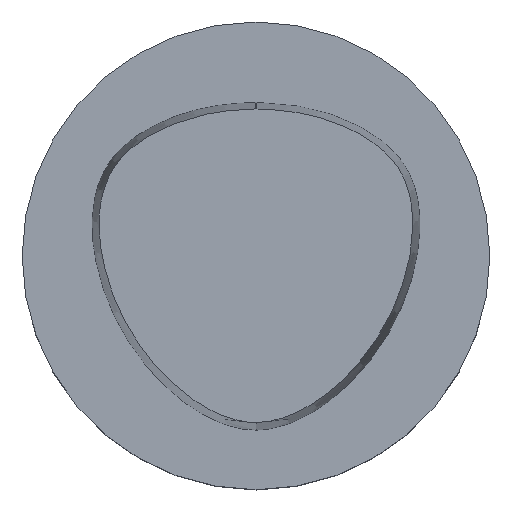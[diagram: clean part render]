
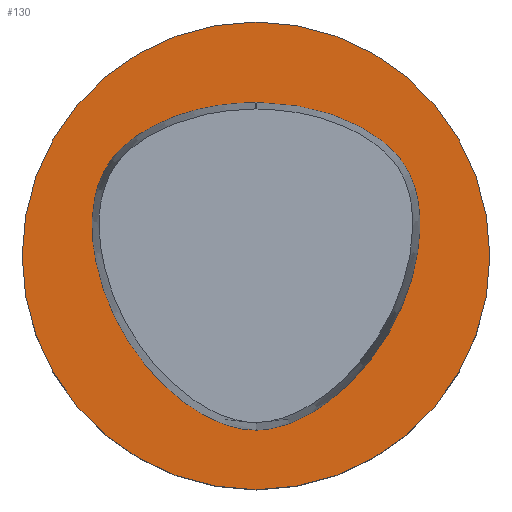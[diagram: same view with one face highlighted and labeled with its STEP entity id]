
A CAD part, top view. The second image highlights one B-rep face of the part: STEP entity #130.
In plain terms, the highlighted planar face has unit normal (0, 0, 1).
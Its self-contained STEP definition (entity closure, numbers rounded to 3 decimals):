
#80=EDGE_CURVE('Unnamed[1]',#203,#204,#205,.T.);
#113=EDGE_CURVE('Unnamed[1]',#254,#254,#255,.T.);
#130=ADVANCED_FACE('Unnamed[1]',(#278,#279),#280,.T.);
#148=EDGE_CURVE('Unnamed[1]',#204,#228,#304,.T.);
#150=EDGE_CURVE('Unnamed[1]',#228,#203,#306,.T.);
#203=VERTEX_POINT('',#364);
#204=VERTEX_POINT('',#365);
#205=B_SPLINE_CURVE_WITH_KNOTS('',3,(#366,#367,#368,#369,#370,#371,#372,#373,#374,#375,#376,#377,#378,#379,#380,#381,#382),.UNSPECIFIED.,.F.,.F.,(4,1,1,1,1,1,1,1,1,1,1,1,1,1,4),(-13.23,-12.817,-12.403,-11.99,-11.576,-11.163,-10.956,-10.75,-10.336,-9.923,-9.096,-8.269,-7.442,-7.029,-6.615),.UNSPECIFIED.);
#228=VERTEX_POINT('',#483);
#254=VERTEX_POINT('',#516);
#255=CIRCLE('',#517,31.5);
#278=FACE_BOUND('',#613,.T.);
#279=FACE_OUTER_BOUND('',#614,.T.);
#280=PLANE('',#615);
#304=B_SPLINE_CURVE_WITH_KNOTS('',3,(#660,#661,#662,#663,#664,#665,#666,#667,#668,#669,#670,#671,#672,#673,#674,#675,#676,#677),.UNSPECIFIED.,.F.,.F.,(4,1,1,1,1,1,1,1,1,2,1,1,1,1,4),(-6.615,-6.202,-5.788,-5.375,-4.961,-4.134,-3.308,-2.894,-2.481,-2.067,-1.654,-1.24,-0.827,-0.413,0.0),.UNSPECIFIED.);
#306=CIRCLE('',#680,0.95);
#364=CARTESIAN_POINT('',(0.045,20.677,0.));
#365=CARTESIAN_POINT('',(0.044,-23.469,0.));
#366=CARTESIAN_POINT('',(0.045,20.677,0.));
#367=CARTESIAN_POINT('',(1.424,20.61,0.));
#368=CARTESIAN_POINT('',(4.223,20.484,0.));
#369=CARTESIAN_POINT('',(8.472,19.689,0.));
#370=CARTESIAN_POINT('',(12.514,18.243,0.0));
#371=CARTESIAN_POINT('',(16.304,16.173,0.));
#372=CARTESIAN_POINT('',(19.145,13.704,0.));
#373=CARTESIAN_POINT('',(20.732,11.101,0.0));
#374=CARTESIAN_POINT('',(21.783,8.281,0.));
#375=CARTESIAN_POINT('',(22.226,4.609,0.0));
#376=CARTESIAN_POINT('',(21.744,-1.113,0.0));
#377=CARTESIAN_POINT('',(19.552,-7.954,0.0));
#378=CARTESIAN_POINT('',(14.957,-15.209,0.0));
#379=CARTESIAN_POINT('',(9.668,-20.083,0.));
#380=CARTESIAN_POINT('',(4.516,-22.795,0.));
#381=CARTESIAN_POINT('',(1.559,-23.461,0.));
#382=CARTESIAN_POINT('',(0.044,-23.469,0.));
#483=CARTESIAN_POINT('',(-0.045,20.677,0.));
#516=CARTESIAN_POINT('',(0.,31.5,0.));
#517=AXIS2_PLACEMENT_3D('',#795,#796,#797);
#613=EDGE_LOOP('',(#825,#826,#827));
#614=EDGE_LOOP('',(#828));
#615=AXIS2_PLACEMENT_3D('',#829,#830,#831);
#660=CARTESIAN_POINT('',(0.044,-23.469,0.));
#661=CARTESIAN_POINT('',(-1.471,-23.477,0.));
#662=CARTESIAN_POINT('',(-4.439,-22.821,0.));
#663=CARTESIAN_POINT('',(-8.35,-20.8,0.));
#664=CARTESIAN_POINT('',(-11.745,-18.156,0.));
#665=CARTESIAN_POINT('',(-15.699,-14.041,0.));
#666=CARTESIAN_POINT('',(-19.535,-8.006,0.));
#667=CARTESIAN_POINT('',(-21.721,-1.161,0.0));
#668=CARTESIAN_POINT('',(-22.249,4.55,0.0));
#669=CARTESIAN_POINT('',(-21.665,9.002,0.0));
#670=CARTESIAN_POINT('',(-20.395,11.778,0.0));
#671=CARTESIAN_POINT('',(-18.593,14.198,0.0));
#672=CARTESIAN_POINT('',(-16.323,16.178,0.0));
#673=CARTESIAN_POINT('',(-12.508,18.252,0.));
#674=CARTESIAN_POINT('',(-8.468,19.679,0.));
#675=CARTESIAN_POINT('',(-4.23,20.488,0.));
#676=CARTESIAN_POINT('',(-1.423,20.613,0.));
#677=CARTESIAN_POINT('',(-0.045,20.677,0.));
#680=AXIS2_PLACEMENT_3D('',#853,#854,#855);
#795=CARTESIAN_POINT('',(0.0,0.0,0.0));
#796=DIRECTION('',(0.,0.,-1.0));
#797=DIRECTION('',(0.,1.0,0.));
#825=ORIENTED_EDGE('',*,*,#80,.T.);
#826=ORIENTED_EDGE('',*,*,#148,.T.);
#827=ORIENTED_EDGE('',*,*,#150,.T.);
#828=ORIENTED_EDGE('',*,*,#113,.F.);
#829=CARTESIAN_POINT('',(0.,15.75,0.));
#830=DIRECTION('',(0.,0.,1.0));
#831=DIRECTION('',(0.,-1.0,0.));
#853=CARTESIAN_POINT('',(-0.001,19.728,0.));
#854=DIRECTION('',(0.,0.,-1.0));
#855=DIRECTION('',(-0.046,0.999,0.));
